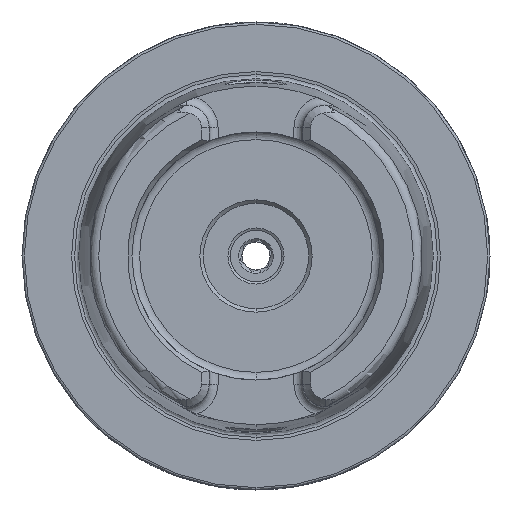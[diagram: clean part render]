
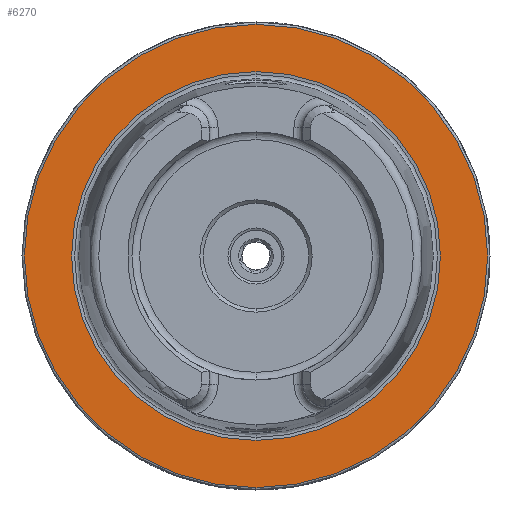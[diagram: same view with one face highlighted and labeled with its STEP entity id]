
A CAD part, left-side view. The second image highlights one B-rep face of the part: STEP entity #6270.
In plain terms, the highlighted planar face has unit normal (-1, 0, 0).
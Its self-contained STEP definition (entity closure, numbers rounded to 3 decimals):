
#128 = VERTEX_POINT ( 'NONE', #11906 ) ;
#136 = DIRECTION ( 'NONE',  ( 0., 0., 1. ) ) ;
#185 = AXIS2_PLACEMENT_3D ( 'NONE', #11853, #6143, #389 ) ;
#283 = EDGE_LOOP ( 'NONE', ( #11884, #12279 ) ) ;
#389 = DIRECTION ( 'NONE',  ( 0., 0., 1. ) ) ;
#1504 = PLANE ( 'NONE',  #10362 ) ;
#1896 = DIRECTION ( 'NONE',  ( -1., 0., 0. ) ) ;
#2234 = AXIS2_PLACEMENT_3D ( 'NONE', #2837, #9512, #3802 ) ;
#2473 = DIRECTION ( 'NONE',  ( 0., 0., -1. ) ) ;
#2837 = CARTESIAN_POINT ( 'NONE',  ( 0., 0., 0. ) ) ;
#3183 = CIRCLE ( 'NONE', #185, 49.5 ) ;
#3403 = CARTESIAN_POINT ( 'NONE',  ( 0., 49.5, 0. ) ) ;
#3802 = DIRECTION ( 'NONE',  ( 0., 0., 1. ) ) ;
#4093 = CIRCLE ( 'NONE', #5577, 39.405 ) ;
#4293 = EDGE_CURVE ( 'NONE', #9033, #128, #4093, .T. ) ;
#4448 = EDGE_CURVE ( 'NONE', #7919, #5567, #3183, .T. ) ;
#5045 = ORIENTED_EDGE ( 'NONE', *, *, #11330, .T. ) ;
#5567 = VERTEX_POINT ( 'NONE', #8911 ) ;
#5577 = AXIS2_PLACEMENT_3D ( 'NONE', #7656, #1896, #8624 ) ;
#5898 = DIRECTION ( 'NONE',  ( -1., 0., 0. ) ) ;
#6143 = DIRECTION ( 'NONE',  ( -1., 0., 0. ) ) ;
#6270 = ADVANCED_FACE ( 'NONE', ( #9406, #12219 ), #1504, .F. ) ;
#7656 = CARTESIAN_POINT ( 'NONE',  ( 0., 0., 0. ) ) ;
#7875 = ORIENTED_EDGE ( 'NONE', *, *, #4448, .T. ) ;
#7919 = VERTEX_POINT ( 'NONE', #10564 ) ;
#8208 = DIRECTION ( 'NONE',  ( 1., 0., 0. ) ) ;
#8624 = DIRECTION ( 'NONE',  ( 0., 0., 1. ) ) ;
#8911 = CARTESIAN_POINT ( 'NONE',  ( 0., 0., 49.5 ) ) ;
#9033 = VERTEX_POINT ( 'NONE', #9623 ) ;
#9041 = EDGE_CURVE ( 'NONE', #128, #9033, #12224, .T. ) ;
#9406 = FACE_BOUND ( 'NONE', #283, .T. ) ;
#9512 = DIRECTION ( 'NONE',  ( -1., 0., 0. ) ) ;
#9623 = CARTESIAN_POINT ( 'NONE',  ( 0., 0., 39.405 ) ) ;
#10362 = AXIS2_PLACEMENT_3D ( 'NONE', #3403, #8208, #2473 ) ;
#10564 = CARTESIAN_POINT ( 'NONE',  ( 0., 0., -49.5 ) ) ;
#10706 = CIRCLE ( 'NONE', #2234, 49.5 ) ;
#11330 = EDGE_CURVE ( 'NONE', #5567, #7919, #10706, .T. ) ;
#11452 = EDGE_LOOP ( 'NONE', ( #5045, #7875 ) ) ;
#11528 = AXIS2_PLACEMENT_3D ( 'NONE', #11578, #5898, #136 ) ;
#11578 = CARTESIAN_POINT ( 'NONE',  ( 0., 0., 0. ) ) ;
#11853 = CARTESIAN_POINT ( 'NONE',  ( 0., 0., 0. ) ) ;
#11884 = ORIENTED_EDGE ( 'NONE', *, *, #4293, .F. ) ;
#11906 = CARTESIAN_POINT ( 'NONE',  ( 0., 0., -39.405 ) ) ;
#12219 = FACE_OUTER_BOUND ( 'NONE', #11452, .T. ) ;
#12224 = CIRCLE ( 'NONE', #11528, 39.405 ) ;
#12279 = ORIENTED_EDGE ( 'NONE', *, *, #9041, .F. ) ;
